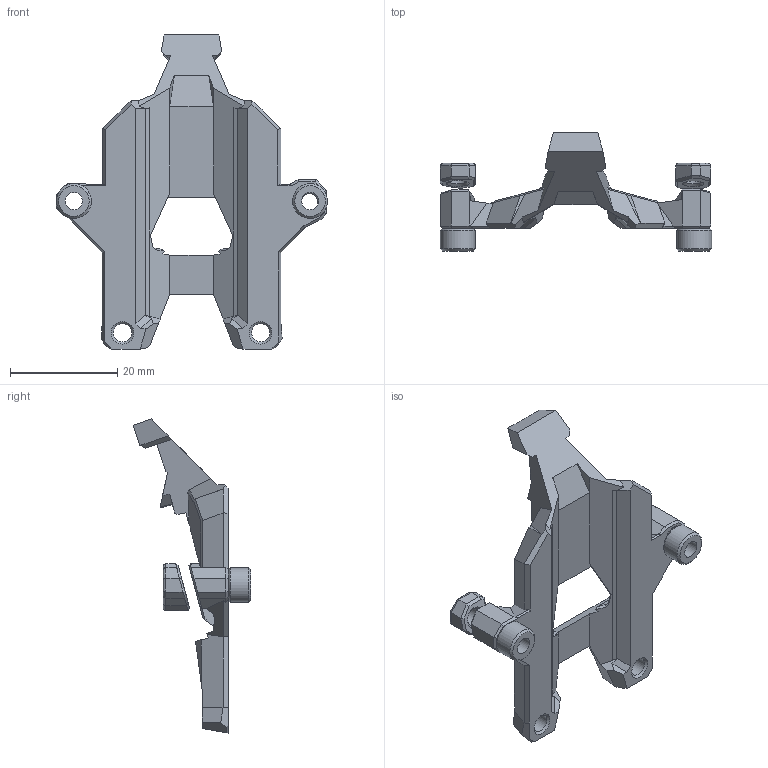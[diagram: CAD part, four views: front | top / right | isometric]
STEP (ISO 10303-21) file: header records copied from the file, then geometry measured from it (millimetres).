
FILE_DESCRIPTION(/* description */ (''),/* implementation_level */ '2;1');
FILE_NAME(/* name */ 'Picobilical Toolhead Mount V02.step',/* time_stamp */ '2023-02-05T11:40:05-08:00',/* author */ (''),/* organization */ (''),/* preprocessor_version */ 'ST-DEVELOPER v19.2',/* originating_system */ 'Autodesk Translation Framework v11.17.0.187',/* authorisation */ '');
FILE_SCHEMA (('AUTOMOTIVE_DESIGN { 1 0 10303 214 3 1 1 }'));
Length unit declared in the file: millimetre
Products named in the file (2): Picobilical Tilted Toolhead Spacer V0.2; Strain Relief Plate v1
Assembly tree (1 placements, depth 2):
  Picobilical Tilted Toolhead Spacer V0.2
    Strain Relief Plate v1
Bounding box: 50.5 x 21.94 x 58.48 mm (x, y, z)
Volume: 6016.6 mm3; surface area: 5113.7 mm2
Topology: 5 solids, 5 shells, 274 faces, 747 edges, 481 vertices
Faces by surface type: plane 216, cylinder 33, cone 12, bspline 11, torus 2
Full cylindrical faces by diameter (mm): 3.2 x3, 3.4 x4, 6.5 x2
Entity records: 8948 total; most frequent: CARTESIAN_POINT 1969, ORIENTED_EDGE 1494, DIRECTION 1321, EDGE_CURVE 747, LINE 651, VECTOR 651, VERTEX_POINT 481, AXIS2_PLACEMENT_3D 335
